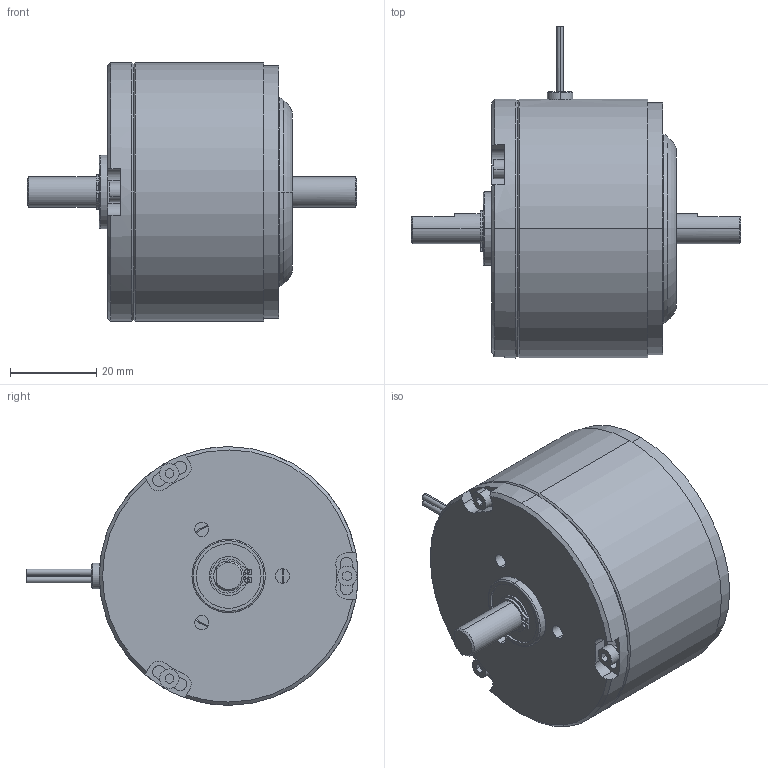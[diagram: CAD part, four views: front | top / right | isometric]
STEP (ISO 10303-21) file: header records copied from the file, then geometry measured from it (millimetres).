
FILE_DESCRIPTION (( 'STEP AP203' ), '1' );
FILE_NAME ('HB-50M_C_EF.STEP', '2013-04-02T13:44:24', ( 'Jeff' ), ( '' ), 'SwSTEP 2.0', 'SolidWorks 2013', '' );
FILE_SCHEMA (( 'CONFIG_CONTROL_DESIGN' ));
Length unit declared in the file: inch
Products named in the file (1): HB-50M_C_EF
Bounding box: 76.48 x 76.99 x 59.99 mm (x, y, z)
Surface area: 21817.8 mm2 (no closed solid volume)
Topology: 0 solids, 18 shells, 224 faces, 836 edges, 633 vertices
Faces by surface type: cylinder 111, plane 77, cone 30, torus 6
Entity records: 9381 total; most frequent: CARTESIAN_POINT 1916, DIRECTION 1673, ORIENTED_EDGE 1286, EDGE_CURVE 836, VERTEX_POINT 633, AXIS2_PLACEMENT_3D 630, VECTOR 413, LINE 413
